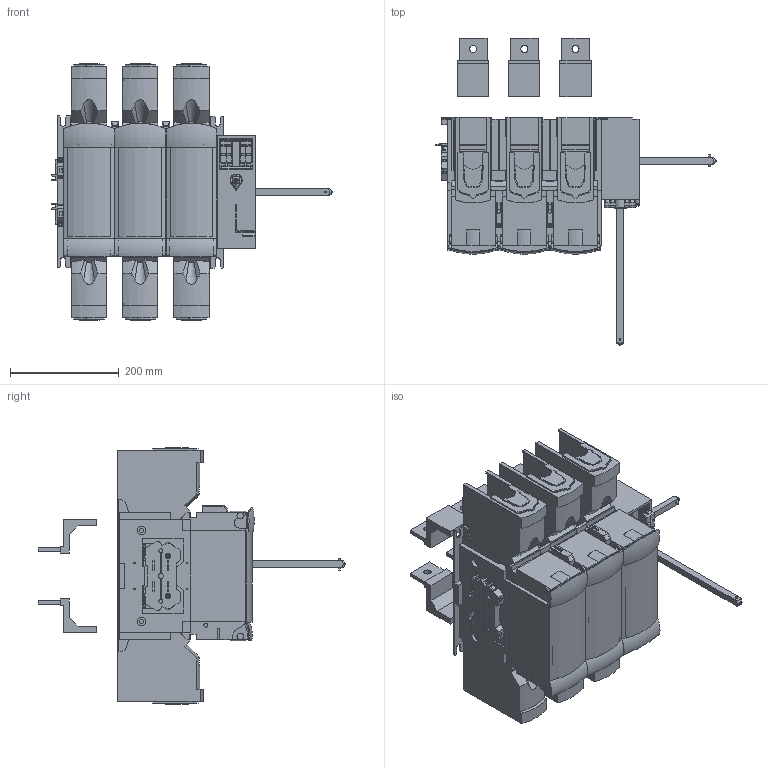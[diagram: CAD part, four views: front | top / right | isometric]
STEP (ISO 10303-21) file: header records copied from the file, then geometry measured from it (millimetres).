
FILE_DESCRIPTION(/* description */ (''),/* implementation_level */ '2;1');
FILE_NAME(/* name */ 'test1.stp',/* time_stamp */ '2011-12-08T21:41:37+01:00',/* author */ (''),/* organization */ (''),/* preprocessor_version */ 'ST-DEVELOPER v11',/* originating_system */ 'SIEMENS PLM Software NX 7.5',/* authorisation */ '');
FILE_SCHEMA (('CONFIG_CONTROL_DESIGN'));
Length unit declared in the file: millimetre
Products named in the file (1): laur8244h7de
Bounding box: 515.2 x 565.37 x 470.6 mm (x, y, z)
Volume: 17450375.1 mm3; surface area: 2090194.7 mm2
Topology: 35 solids, 40 shells, 2980 faces, 8463 edges, 5562 vertices
Faces by surface type: plane 2507, cylinder 369, bspline 83, cone 14, extrusion 3, sphere 2, torus 2
Full cylindrical faces by diameter (mm): 2.8 x4, 3 x16, 4.2 x6, 5 x2, 5.3 x1, 6.5 x6, 7.5 x8, 8 x3, 8.1 x2, 8.2 x2, 9 x1, 9.5 x3, 9.7 x2, 10.5 x6, 11.3 x2, 11.7 x4, 12 x12, 13 x12, 14.1 x1, 16 x2, 20.3 x3, 21.2 x1, 22 x1, 22.2 x1
Entity records: 110117 total; most frequent: CARTESIAN_POINT 33475, ORIENTED_EDGE 16580, DIRECTION 14533, EDGE_CURVE 8290, VECTOR 7067, LINE 7064, VERTEX_POINT 5495, AXIS2_PLACEMENT_3D 3733
